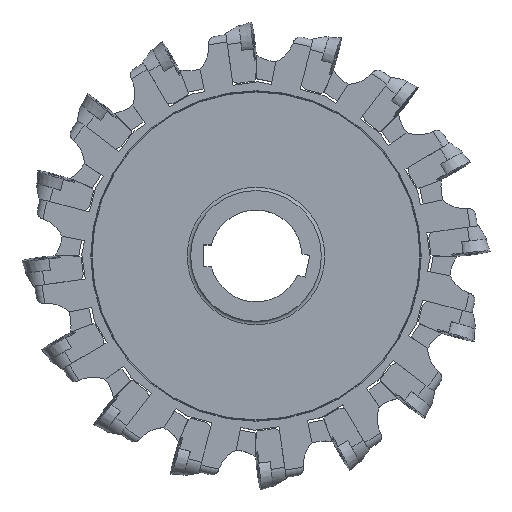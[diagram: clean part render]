
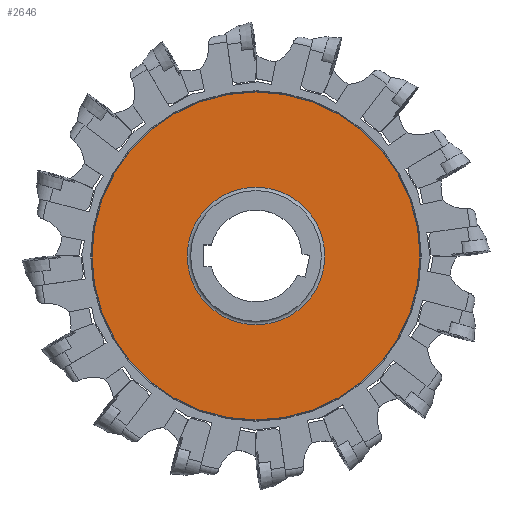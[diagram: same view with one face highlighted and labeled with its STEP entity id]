
A CAD part, top view. The second image highlights one B-rep face of the part: STEP entity #2646.
In plain terms, the highlighted planar face has unit normal (0, 0, 1).
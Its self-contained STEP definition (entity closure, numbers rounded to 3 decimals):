
#695=FACE_BOUND('',#4907,.T.);
#696=FACE_BOUND('',#4908,.T.);
#1861=CIRCLE('',#17762,37.48);
#1862=CIRCLE('',#17763,89.335);
#2646=ADVANCED_FACE('',(#695,#696),#3247,.T.);
#3247=PLANE('',#17764);
#4907=EDGE_LOOP('',(#8113));
#4908=EDGE_LOOP('',(#8114));
#8113=ORIENTED_EDGE('',*,*,#13088,.T.);
#8114=ORIENTED_EDGE('',*,*,#13089,.T.);
#11084=VERTEX_POINT('',#29161);
#11085=VERTEX_POINT('',#29163);
#13088=EDGE_CURVE('',#11084,#11084,#1861,.T.);
#13089=EDGE_CURVE('',#11085,#11085,#1862,.T.);
#17762=AXIS2_PLACEMENT_3D('',#29160,#21251,#21252);
#17763=AXIS2_PLACEMENT_3D('',#29162,#21253,#21254);
#17764=AXIS2_PLACEMENT_3D('',#29164,#21255,#21256);
#21251=DIRECTION('',(0.,0.,-1.));
#21252=DIRECTION('',(-1.,0.,0.));
#21253=DIRECTION('',(0.,0.,1.));
#21254=DIRECTION('',(-1.,0.,0.));
#21255=DIRECTION('',(0.,0.,1.));
#21256=DIRECTION('',(-1.,0.,0.));
#29160=CARTESIAN_POINT('',(0.,0.,-2.65));
#29161=CARTESIAN_POINT('',(-37.48,0.,-2.65));
#29162=CARTESIAN_POINT('',(0.,0.,-2.65));
#29163=CARTESIAN_POINT('',(-89.335,0.,-2.65));
#29164=CARTESIAN_POINT('',(-89.44,0.,-2.65));
